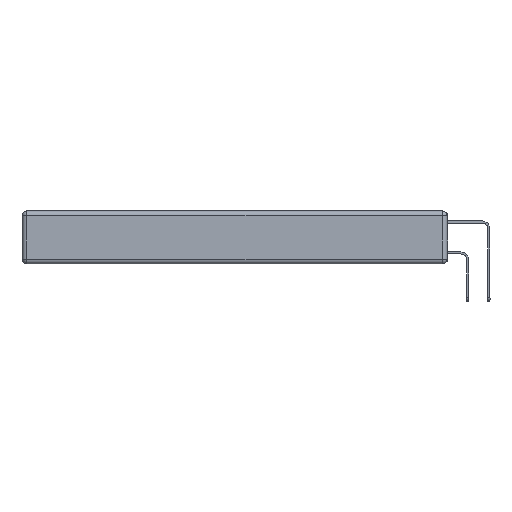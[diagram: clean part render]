
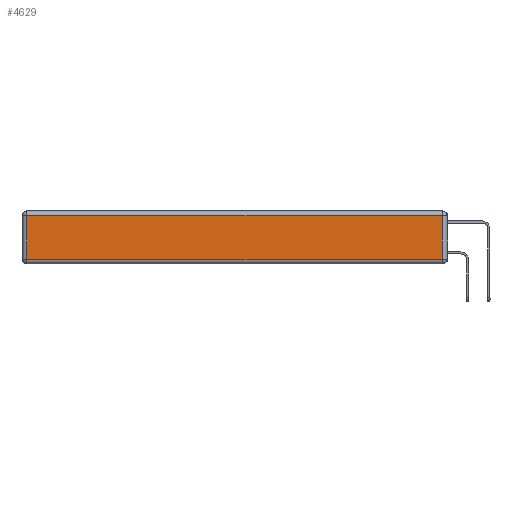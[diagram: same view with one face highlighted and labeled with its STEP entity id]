
A CAD part, left-side view. The second image highlights one B-rep face of the part: STEP entity #4629.
In plain terms, the highlighted planar face has unit normal (-1, 0, 0).
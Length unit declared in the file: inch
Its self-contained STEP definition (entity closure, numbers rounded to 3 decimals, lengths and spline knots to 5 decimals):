
#151 = DIRECTION ( 'NONE',  ( 0., 1., 0. ) ) ;
#343 = CARTESIAN_POINT ( 'NONE',  ( 0., 2.72, -0.313 ) ) ;
#1089 = DIRECTION ( 'NONE',  ( 0., -1., 0. ) ) ;
#1419 = LINE ( 'NONE', #3024, #14544 ) ;
#1555 = LINE ( 'NONE', #4391, #7605 ) ;
#1828 = ORIENTED_EDGE ( 'NONE', *, *, #14413, .T. ) ;
#1872 = VECTOR ( 'NONE', #4734, 39.37008 ) ;
#2186 = CARTESIAN_POINT ( 'NONE',  ( 0., 0.03, -0.343 ) ) ;
#2940 = PLANE ( 'NONE',  #8066 ) ;
#3024 = CARTESIAN_POINT ( 'NONE',  ( 0., 2.72, -0.343 ) ) ;
#3683 = LINE ( 'NONE', #2186, #1872 ) ;
#4100 = EDGE_CURVE ( 'NONE', #7509, #4919, #7201, .T. ) ;
#4129 = VERTEX_POINT ( 'NONE', #12567 ) ;
#4238 = DIRECTION ( 'NONE',  ( 0., 0., -1. ) ) ;
#4358 = DIRECTION ( 'NONE',  ( -1., 0., 0. ) ) ;
#4391 = CARTESIAN_POINT ( 'NONE',  ( 0., 2.75, -0.03 ) ) ;
#4629 = ADVANCED_FACE ( 'NONE', ( #14704 ), #2940, .T. ) ;
#4734 = DIRECTION ( 'NONE',  ( 0., 0., 1. ) ) ;
#4807 = VERTEX_POINT ( 'NONE', #5171 ) ;
#4919 = VERTEX_POINT ( 'NONE', #11109 ) ;
#5171 = CARTESIAN_POINT ( 'NONE',  ( 0., 2.72, -0.03 ) ) ;
#5301 = EDGE_LOOP ( 'NONE', ( #9457, #13478, #1828, #12157 ) ) ;
#5501 = CARTESIAN_POINT ( 'NONE',  ( 0., 0., -0.313 ) ) ;
#5979 = VECTOR ( 'NONE', #1089, 39.37008 ) ;
#7201 = LINE ( 'NONE', #5501, #5979 ) ;
#7509 = VERTEX_POINT ( 'NONE', #343 ) ;
#7605 = VECTOR ( 'NONE', #151, 39.37008 ) ;
#8066 = AXIS2_PLACEMENT_3D ( 'NONE', #11497, #4358, #15938 ) ;
#9457 = ORIENTED_EDGE ( 'NONE', *, *, #4100, .T. ) ;
#10716 = EDGE_CURVE ( 'NONE', #4919, #4129, #3683, .T. ) ;
#11109 = CARTESIAN_POINT ( 'NONE',  ( 0., 0.03, -0.313 ) ) ;
#11497 = CARTESIAN_POINT ( 'NONE',  ( 0., 0., -0.343 ) ) ;
#12157 = ORIENTED_EDGE ( 'NONE', *, *, #15237, .T. ) ;
#12567 = CARTESIAN_POINT ( 'NONE',  ( 0., 0.03, -0.03 ) ) ;
#13478 = ORIENTED_EDGE ( 'NONE', *, *, #10716, .T. ) ;
#14413 = EDGE_CURVE ( 'NONE', #4129, #4807, #1555, .T. ) ;
#14544 = VECTOR ( 'NONE', #4238, 39.37008 ) ;
#14704 = FACE_OUTER_BOUND ( 'NONE', #5301, .T. ) ;
#15237 = EDGE_CURVE ( 'NONE', #4807, #7509, #1419, .T. ) ;
#15938 = DIRECTION ( 'NONE',  ( 0., 0., 1. ) ) ;
